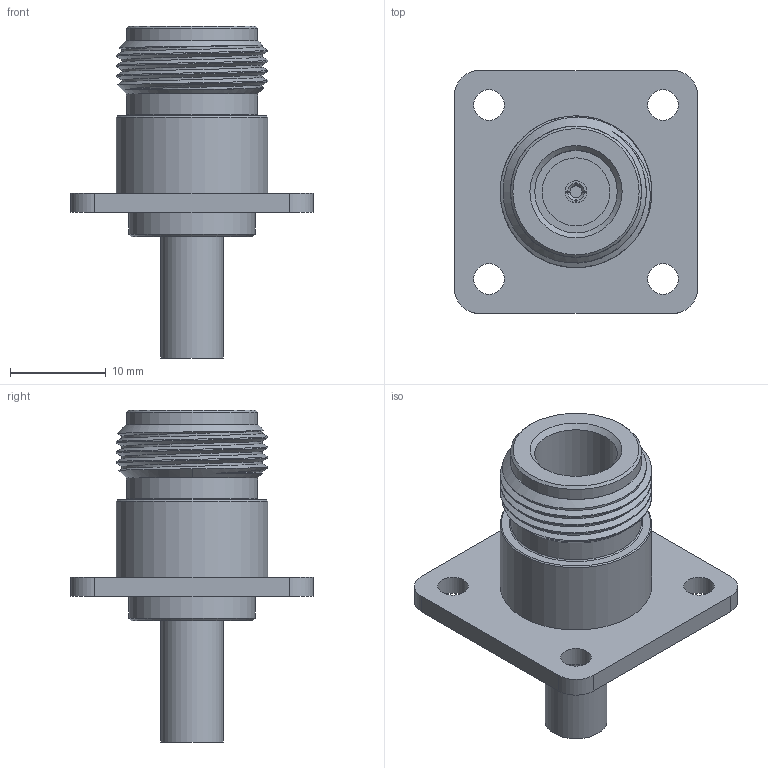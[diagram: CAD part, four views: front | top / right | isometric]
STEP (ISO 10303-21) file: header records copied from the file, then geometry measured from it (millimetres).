
FILE_DESCRIPTION (( 'STEP AP203' ), '1' );
FILE_NAME ('PE44068_3D.step', '2021-08-16T16:08:00', ( '' ), ( '' ), 'SwSTEP 2.0', 'SolidWorks 2021', '' );
FILE_SCHEMA (( 'CONFIG_CONTROL_DESIGN' ));
Length unit declared in the file: inch
Products named in the file (1): PE44068_3D
Bounding box: 25.4 x 25.4 x 34.74 mm (x, y, z)
Volume: 4268.3 mm3; surface area: 3621.7 mm2
Topology: 2 solids, 2 shells, 75 faces, 186 edges, 125 vertices
Faces by surface type: plane 30, cylinder 29, cone 12, bspline 4
Full cylindrical faces by diameter (mm): 1.27 x1, 2.286 x1, 3.2 x5, 4.5 x1, 5.7 x1, 6.5 x1, 7.112 x1, 8.636 x1, 13.208 x1, 13.716 x2, 15.875 x1
Entity records: 3531 total; most frequent: CARTESIAN_POINT 1886, DIRECTION 306, ORIENTED_EDGE 304, EDGE_CURVE 152, AXIS2_PLACEMENT_3D 134, EDGE_LOOP 118, VERTEX_POINT 114, FACE_OUTER_BOUND 92
